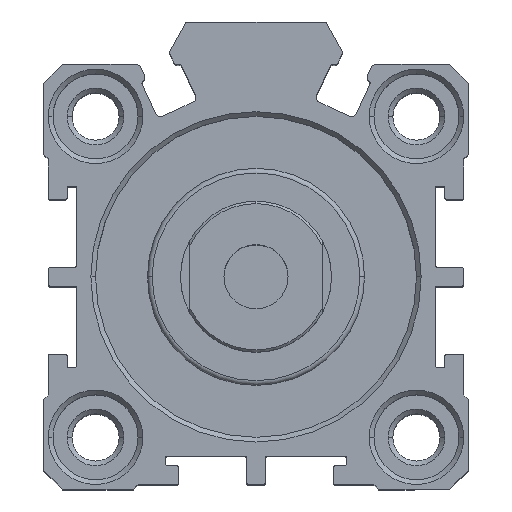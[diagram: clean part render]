
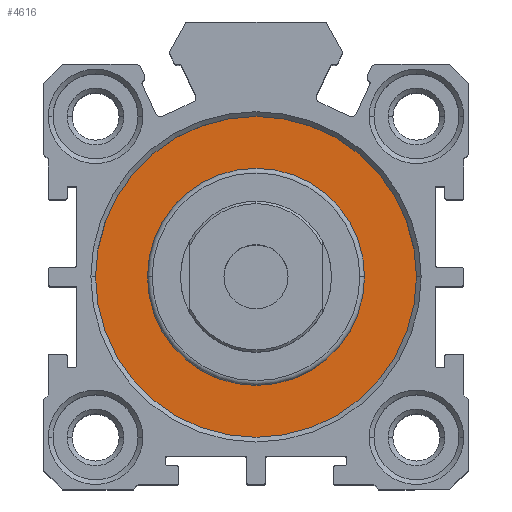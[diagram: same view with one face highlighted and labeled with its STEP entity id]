
A CAD part, top view. The second image highlights one B-rep face of the part: STEP entity #4616.
In plain terms, the highlighted planar face has unit normal (0, 0, 1).
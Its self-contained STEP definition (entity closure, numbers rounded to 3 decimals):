
#710 = FACE_BOUND ( 'NONE', #3418, .T. ) ;
#874 = CARTESIAN_POINT ( 'NONE',  ( 0., 0., 20.9 ) ) ;
#1391 = ORIENTED_EDGE ( 'NONE', *, *, #2410, .T. ) ;
#1402 = EDGE_CURVE ( 'NONE', #3313, #6609, #5647, .T. ) ;
#1502 = DIRECTION ( 'NONE',  ( 0., 0., 1. ) ) ;
#1620 = AXIS2_PLACEMENT_3D ( 'NONE', #3474, #7792, #4101 ) ;
#1649 = CARTESIAN_POINT ( 'NONE',  ( 0., 0., 20.9 ) ) ;
#1665 = ORIENTED_EDGE ( 'NONE', *, *, #7390, .F. ) ;
#1705 = AXIS2_PLACEMENT_3D ( 'NONE', #6000, #2293, #6624 ) ;
#1743 = AXIS2_PLACEMENT_3D ( 'NONE', #1649, #5986, #2282 ) ;
#2282 = DIRECTION ( 'NONE',  ( 1., 0., 0. ) ) ;
#2293 = DIRECTION ( 'NONE',  ( 0., 0., 1. ) ) ;
#2410 = EDGE_CURVE ( 'NONE', #6609, #3313, #5237, .T. ) ;
#2591 = DIRECTION ( 'NONE',  ( 0., 0., 1. ) ) ;
#2868 = CARTESIAN_POINT ( 'NONE',  ( -11.5, 0., 20.9 ) ) ;
#3044 = EDGE_CURVE ( 'NONE', #4726, #5198, #3872, .T. ) ;
#3152 = AXIS2_PLACEMENT_3D ( 'NONE', #6307, #2591, #6913 ) ;
#3265 = ORIENTED_EDGE ( 'NONE', *, *, #1402, .T. ) ;
#3313 = VERTEX_POINT ( 'NONE', #7422 ) ;
#3418 = EDGE_LOOP ( 'NONE', ( #3527, #1665 ) ) ;
#3474 = CARTESIAN_POINT ( 'NONE',  ( 0., 0., 20.9 ) ) ;
#3527 = ORIENTED_EDGE ( 'NONE', *, *, #3044, .F. ) ;
#3872 = CIRCLE ( 'NONE', #1620, 11.5 ) ;
#4030 = FACE_OUTER_BOUND ( 'NONE', #5834, .T. ) ;
#4101 = DIRECTION ( 'NONE',  ( 1., 0., 0. ) ) ;
#4616 = ADVANCED_FACE ( 'NONE', ( #710, #4030 ), #5212, .T. ) ;
#4726 = VERTEX_POINT ( 'NONE', #2868 ) ;
#5038 = CARTESIAN_POINT ( 'NONE',  ( -17., 0., 20.9 ) ) ;
#5198 = VERTEX_POINT ( 'NONE', #7565 ) ;
#5212 = PLANE ( 'NONE',  #5259 ) ;
#5237 = CIRCLE ( 'NONE', #1705, 17. ) ;
#5259 = AXIS2_PLACEMENT_3D ( 'NONE', #874, #1502, #5845 ) ;
#5616 = CIRCLE ( 'NONE', #1743, 11.5 ) ;
#5647 = CIRCLE ( 'NONE', #3152, 17. ) ;
#5834 = EDGE_LOOP ( 'NONE', ( #3265, #1391 ) ) ;
#5845 = DIRECTION ( 'NONE',  ( 1., 0., 0. ) ) ;
#5986 = DIRECTION ( 'NONE',  ( 0., 0., 1. ) ) ;
#6000 = CARTESIAN_POINT ( 'NONE',  ( 0., 0., 20.9 ) ) ;
#6307 = CARTESIAN_POINT ( 'NONE',  ( 0., 0., 20.9 ) ) ;
#6609 = VERTEX_POINT ( 'NONE', #5038 ) ;
#6624 = DIRECTION ( 'NONE',  ( 1., 0., 0. ) ) ;
#6913 = DIRECTION ( 'NONE',  ( 1., 0., 0. ) ) ;
#7390 = EDGE_CURVE ( 'NONE', #5198, #4726, #5616, .T. ) ;
#7422 = CARTESIAN_POINT ( 'NONE',  ( 17., 0., 20.9 ) ) ;
#7565 = CARTESIAN_POINT ( 'NONE',  ( 11.5, 0., 20.9 ) ) ;
#7792 = DIRECTION ( 'NONE',  ( 0., 0., 1. ) ) ;
